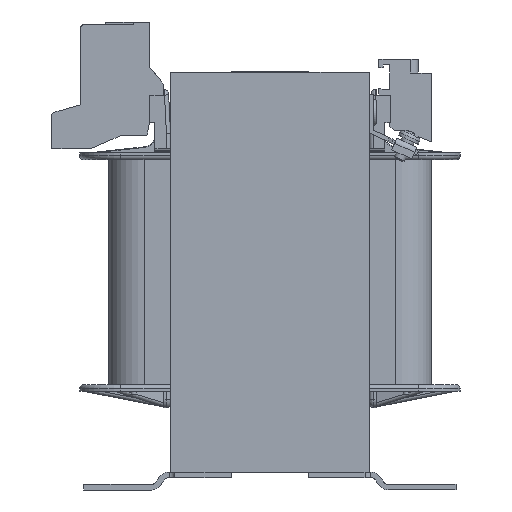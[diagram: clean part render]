
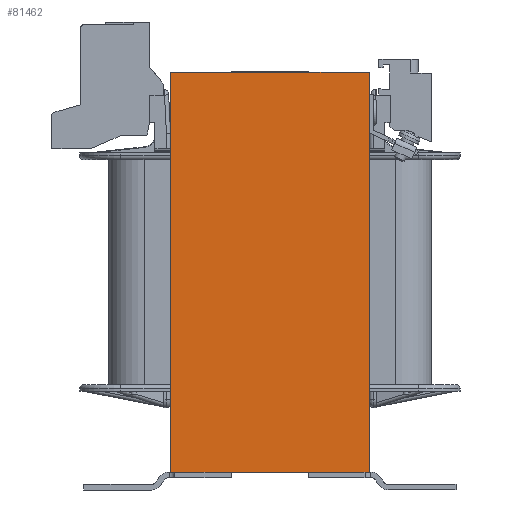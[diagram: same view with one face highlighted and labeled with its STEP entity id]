
A CAD part, left-side view. The second image highlights one B-rep face of the part: STEP entity #81462.
In plain terms, the highlighted planar face has unit normal (-1, 0, 0).
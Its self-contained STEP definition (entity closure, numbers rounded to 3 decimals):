
#2705=FACE_OUTER_BOUND('',#6768,.T.);
#6768=EDGE_LOOP('',(#53346,#53347,#53348,#53349,#53350,#53351,#53352,#53353));
#11222=LINE('',#112397,#21524);
#11313=LINE('',#112631,#21615);
#11324=LINE('',#112661,#21626);
#11445=LINE('',#112971,#21747);
#11794=LINE('',#115412,#22096);
#11799=LINE('',#115419,#22101);
#11800=LINE('',#115421,#22102);
#11801=LINE('',#115422,#22103);
#21524=VECTOR('',#91458,10.);
#21615=VECTOR('',#91693,10.);
#21626=VECTOR('',#91716,10.);
#21747=VECTOR('',#92015,10.);
#22096=VECTOR('',#92774,10.);
#22101=VECTOR('',#92781,10.);
#22102=VECTOR('',#92782,10.);
#22103=VECTOR('',#92783,10.);
#31718=VERTEX_POINT('',#112368);
#31727=VERTEX_POINT('',#112396);
#31798=VERTEX_POINT('',#112629);
#31810=VERTEX_POINT('',#112659);
#31811=VERTEX_POINT('',#112660);
#31911=VERTEX_POINT('',#112970);
#32294=VERTEX_POINT('',#115418);
#32295=VERTEX_POINT('',#115420);
#39554=EDGE_CURVE('',#31727,#31718,#11222,.T.);
#39674=EDGE_CURVE('',#31718,#31798,#11313,.T.);
#39687=EDGE_CURVE('',#31810,#31811,#11324,.T.);
#39844=EDGE_CURVE('',#31911,#31810,#11445,.T.);
#40415=EDGE_CURVE('',#31811,#31727,#11794,.T.);
#40420=EDGE_CURVE('',#32294,#31911,#11799,.T.);
#40421=EDGE_CURVE('',#31798,#32295,#11800,.T.);
#40422=EDGE_CURVE('',#32294,#32295,#11801,.T.);
#53346=ORIENTED_EDGE('',*,*,#40420,.T.);
#53347=ORIENTED_EDGE('',*,*,#39844,.T.);
#53348=ORIENTED_EDGE('',*,*,#39687,.T.);
#53349=ORIENTED_EDGE('',*,*,#40415,.T.);
#53350=ORIENTED_EDGE('',*,*,#39554,.T.);
#53351=ORIENTED_EDGE('',*,*,#39674,.T.);
#53352=ORIENTED_EDGE('',*,*,#40421,.T.);
#53353=ORIENTED_EDGE('',*,*,#40422,.F.);
#73966=PLANE('',#85650);
#81462=ADVANCED_FACE('',(#2705),#73966,.T.);
#85650=AXIS2_PLACEMENT_3D('',#115417,#92779,#92780);
#91458=DIRECTION('',(0.,-1.,0.));
#91693=DIRECTION('',(0.,-1.,0.));
#91716=DIRECTION('',(0.,-1.,0.));
#92015=DIRECTION('',(0.,-1.,0.));
#92774=DIRECTION('',(0.,-1.,0.));
#92779=DIRECTION('center_axis',(-1.,0.,0.));
#92780=DIRECTION('ref_axis',(0.,0.,1.));
#92781=DIRECTION('',(0.,0.,-1.));
#92782=DIRECTION('',(0.,0.,1.));
#92783=DIRECTION('',(0.,-1.,0.));
#112368=CARTESIAN_POINT('',(-87.,-34.5,-72.5));
#112396=CARTESIAN_POINT('',(-87.,-14.,-72.5));
#112397=CARTESIAN_POINT('',(-87.,0.,-72.5));
#112629=CARTESIAN_POINT('',(-87.,-36.,-72.5));
#112631=CARTESIAN_POINT('',(-87.,0.,-72.5));
#112659=CARTESIAN_POINT('',(-87.,34.5,-72.5));
#112660=CARTESIAN_POINT('',(-87.,14.,-72.5));
#112661=CARTESIAN_POINT('',(-87.,0.,-72.5));
#112970=CARTESIAN_POINT('',(-87.,36.,-72.5));
#112971=CARTESIAN_POINT('',(-87.,0.,-72.5));
#115412=CARTESIAN_POINT('',(-87.,0.,-72.5));
#115417=CARTESIAN_POINT('Origin',(-87.,0.,72.5));
#115418=CARTESIAN_POINT('',(-87.,36.,72.5));
#115419=CARTESIAN_POINT('',(-87.,36.,72.5));
#115420=CARTESIAN_POINT('',(-87.,-36.,72.5));
#115421=CARTESIAN_POINT('',(-87.,-36.,72.5));
#115422=CARTESIAN_POINT('',(-87.,0.,72.5));
